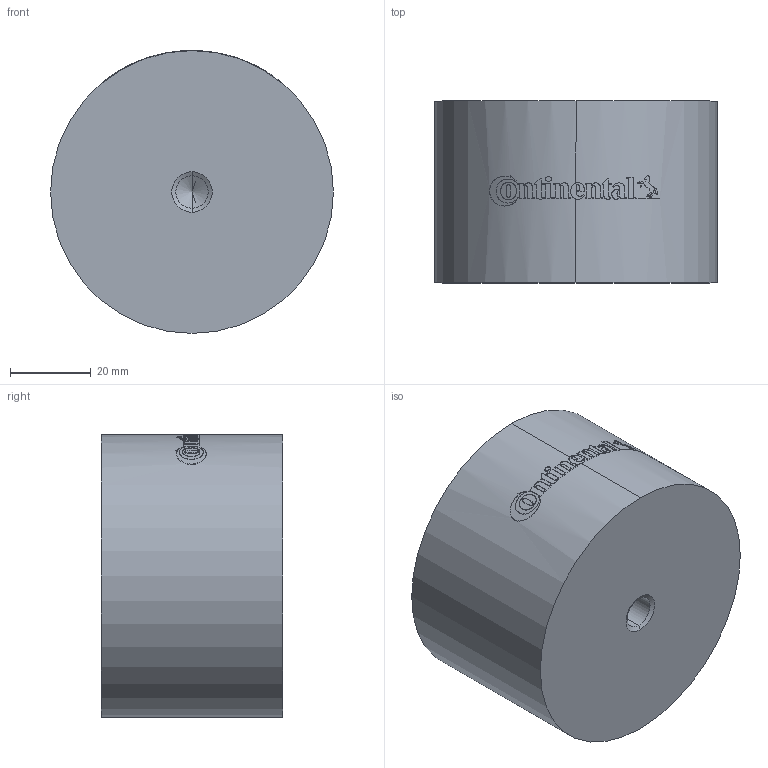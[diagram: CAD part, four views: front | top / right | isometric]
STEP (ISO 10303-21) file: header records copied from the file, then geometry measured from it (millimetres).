
FILE_DESCRIPTION (( 'STEP AP214' ), '1' );
FILE_NAME ('020290_Puffer_Typ_C_Schwingmetall_ContiTech.STEP', '2014-03-17T12:51:18', ( '' ), ( '' ), 'SwSTEP 2.0', 'SolidWorks 2012', '' );
FILE_SCHEMA (( 'AUTOMOTIVE_DESIGN' ));
Length unit declared in the file: millimetre
Products named in the file (1): 020290_Puffer_Typ_C_Schwingmetall_ContiTech
Bounding box: 70 x 45 x 70 mm (x, y, z)
Volume: 172196.8 mm3; surface area: 18057.3 mm2
Topology: 1 solids, 1 shells, 262 faces, 715 edges, 472 vertices
Faces by surface type: plane 134, bspline 94, cylinder 26, cone 8
Entity records: 9990 total; most frequent: CARTESIAN_POINT 4025, ORIENTED_EDGE 1422, DIRECTION 927, EDGE_CURVE 711, VERTEX_POINT 472, LINE 357, VECTOR 357, AXIS2_PLACEMENT_3D 285
